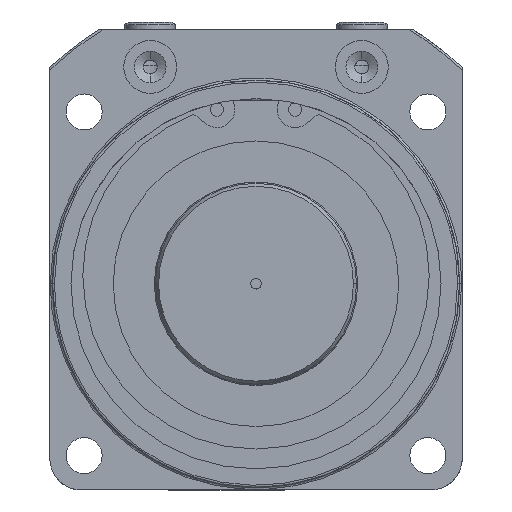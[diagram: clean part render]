
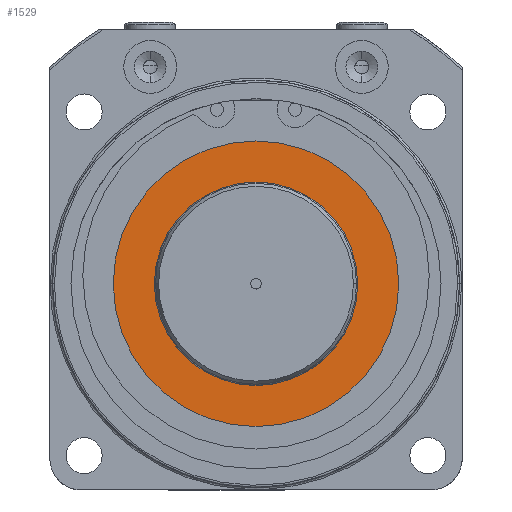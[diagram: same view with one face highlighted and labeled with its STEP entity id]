
A CAD part, front view. The second image highlights one B-rep face of the part: STEP entity #1529.
In plain terms, the highlighted planar face has unit normal (0, -1, 0).
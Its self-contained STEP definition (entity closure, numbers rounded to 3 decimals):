
#451 = VERTEX_POINT ( 'NONE', #9358 ) ;
#524 = VERTEX_POINT ( 'NONE', #9229 ) ;
#994 = EDGE_LOOP ( 'NONE', ( #5341, #5340 ) ) ;
#1529 = ADVANCED_FACE ( 'NONE', ( #11208 ), #6871, .T. ) ;
#2272 = CARTESIAN_POINT ( 'NONE',  ( 0., -123.2, 0. ) ) ;
#2273 = DIRECTION ( 'NONE',  ( 0., 1., 0. ) ) ;
#2274 = DIRECTION ( 'NONE',  ( 1., 0., 0. ) ) ;
#3196 = AXIS2_PLACEMENT_3D ( 'NONE', #6877, #6869, #6868 ) ;
#3697 = AXIS2_PLACEMENT_3D ( 'NONE', #13248, #13249, #13250 ) ;
#3855 = AXIS2_PLACEMENT_3D ( 'NONE', #2272, #2273, #2274 ) ;
#5340 = ORIENTED_EDGE ( 'NONE', *, *, #9787, .F. ) ;
#5341 = ORIENTED_EDGE ( 'NONE', *, *, #7819, .F. ) ;
#6868 = DIRECTION ( 'NONE',  ( 1., 0., 0. ) ) ;
#6869 = DIRECTION ( 'NONE',  ( 0., -1., 0. ) ) ;
#6871 = PLANE ( 'NONE',  #3196 ) ;
#6877 = CARTESIAN_POINT ( 'NONE',  ( 0., -123.2, 0. ) ) ;
#7819 = EDGE_CURVE ( 'NONE', #524, #451, #10516, .T. ) ;
#8644 = CIRCLE ( 'NONE', #3855, 27. ) ;
#9229 = CARTESIAN_POINT ( 'NONE',  ( 27., -123.2, 0. ) ) ;
#9358 = CARTESIAN_POINT ( 'NONE',  ( -27., -123.2, 0. ) ) ;
#9787 = EDGE_CURVE ( 'NONE', #451, #524, #8644, .T. ) ;
#10516 = CIRCLE ( 'NONE', #3697, 27. ) ;
#11208 = FACE_OUTER_BOUND ( 'NONE', #994, .T. ) ;
#13248 = CARTESIAN_POINT ( 'NONE',  ( 0., -123.2, 0. ) ) ;
#13249 = DIRECTION ( 'NONE',  ( 0., 1., 0. ) ) ;
#13250 = DIRECTION ( 'NONE',  ( 1., 0., 0. ) ) ;
